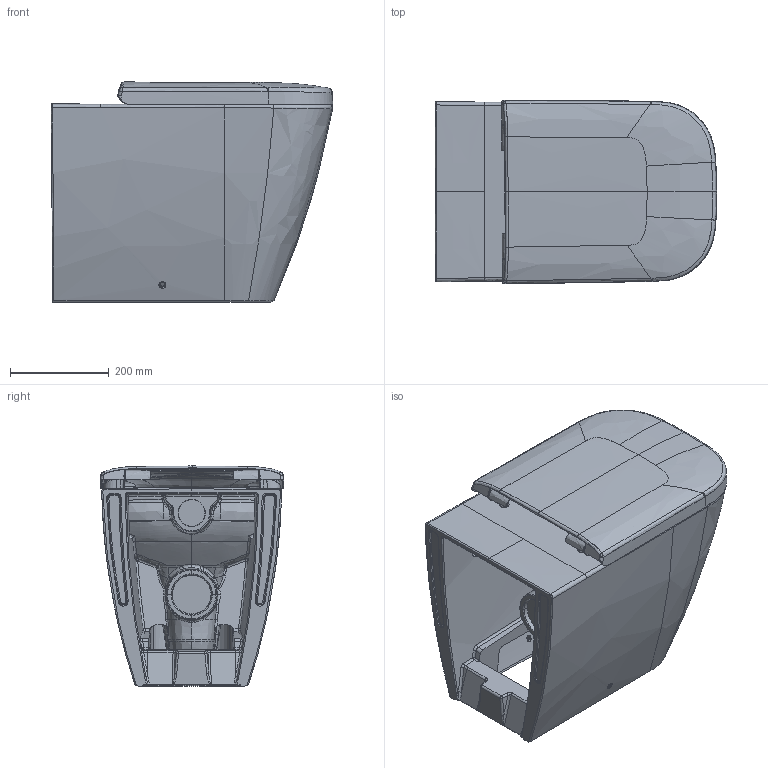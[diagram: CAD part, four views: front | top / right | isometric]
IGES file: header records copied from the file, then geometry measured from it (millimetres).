
Global section: file name: No Iges File Name specified; native system: Autodesk Inventor 2011; preprocessor: AutoDesk Inventor Iges Exporter R2011; author: Administrator; date: 20130612.163054; units: millimetre
Bounding box: 569.62 x 371.75 x 445.16 mm (x, y, z)
Volume: 27572855 mm3; surface area: 2514244.9 mm2
Topology: 2 solids, 2 shells, 1378 faces, 4035 edges, 2776 vertices
Faces by surface type: bspline 1086, offset 124, plane 70, revolution 58, cylinder 31, torus 4, cone 3, sphere 2
